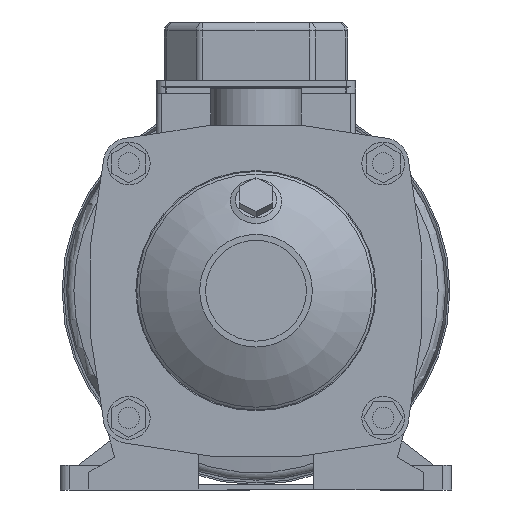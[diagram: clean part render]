
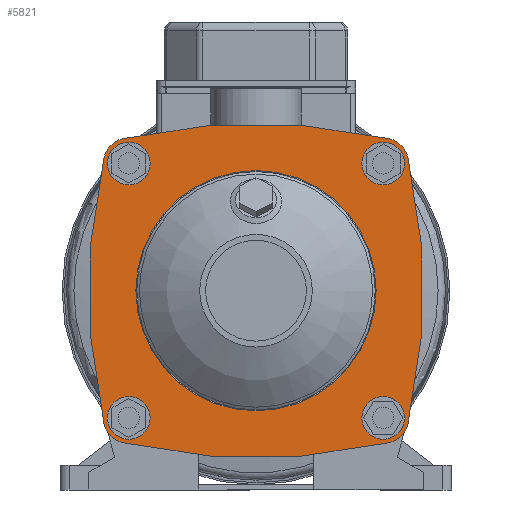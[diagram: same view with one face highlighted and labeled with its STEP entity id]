
A CAD part, left-side view. The second image highlights one B-rep face of the part: STEP entity #5821.
In plain terms, the highlighted face is planar.
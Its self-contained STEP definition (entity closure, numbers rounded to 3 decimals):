
#384=PLANE('',#7094);
#2634=ORIENTED_EDGE('',*,*,#3509,.T.);
#2635=ORIENTED_EDGE('',*,*,#3510,.T.);
#2636=ORIENTED_EDGE('',*,*,#3511,.T.);
#2637=ORIENTED_EDGE('',*,*,#3512,.T.);
#2638=ORIENTED_EDGE('',*,*,#3513,.T.);
#2639=ORIENTED_EDGE('',*,*,#3507,.T.);
#2640=ORIENTED_EDGE('',*,*,#3514,.T.);
#2641=ORIENTED_EDGE('',*,*,#3497,.T.);
#2642=ORIENTED_EDGE('',*,*,#3515,.T.);
#2643=ORIENTED_EDGE('',*,*,#3501,.T.);
#2644=ORIENTED_EDGE('',*,*,#3516,.T.);
#2645=ORIENTED_EDGE('',*,*,#3504,.T.);
#2646=ORIENTED_EDGE('',*,*,#3517,.T.);
#3497=EDGE_CURVE('',#4055,#4056,#4352,.T.);
#3501=EDGE_CURVE('',#4058,#4057,#4353,.T.);
#3504=EDGE_CURVE('',#4060,#4059,#4354,.T.);
#3507=EDGE_CURVE('',#4062,#4061,#4355,.T.);
#3509=EDGE_CURVE('',#4063,#4063,#4356,.F.);
#3510=EDGE_CURVE('',#4064,#4064,#4357,.F.);
#3511=EDGE_CURVE('',#4065,#4065,#4358,.F.);
#3512=EDGE_CURVE('',#4066,#4066,#4359,.F.);
#3513=EDGE_CURVE('',#4067,#4067,#4360,.F.);
#3514=EDGE_CURVE('',#4061,#4055,#4361,.T.);
#3515=EDGE_CURVE('',#4056,#4058,#4362,.T.);
#3516=EDGE_CURVE('',#4057,#4060,#4363,.T.);
#3517=EDGE_CURVE('',#4059,#4062,#4364,.T.);
#4055=VERTEX_POINT('',#12549);
#4056=VERTEX_POINT('',#12550);
#4057=VERTEX_POINT('',#12555);
#4058=VERTEX_POINT('',#12557);
#4059=VERTEX_POINT('',#12561);
#4060=VERTEX_POINT('',#12563);
#4061=VERTEX_POINT('',#12567);
#4062=VERTEX_POINT('',#12569);
#4063=VERTEX_POINT('',#12573);
#4064=VERTEX_POINT('',#12575);
#4065=VERTEX_POINT('',#12577);
#4066=VERTEX_POINT('',#12579);
#4067=VERTEX_POINT('',#12581);
#4352=CIRCLE('',#7087,330.);
#4353=CIRCLE('',#7089,330.);
#4354=CIRCLE('',#7091,330.);
#4355=CIRCLE('',#7093,330.);
#4356=CIRCLE('',#7095,67.5);
#4357=CIRCLE('',#7096,6.);
#4358=CIRCLE('',#7097,6.);
#4359=CIRCLE('',#7098,6.);
#4360=CIRCLE('',#7099,6.);
#4361=CIRCLE('',#7100,14.);
#4362=CIRCLE('',#7101,14.);
#4363=CIRCLE('',#7102,14.);
#4364=CIRCLE('',#7103,14.);
#4786=EDGE_LOOP('',(#2634));
#4787=EDGE_LOOP('',(#2635));
#4788=EDGE_LOOP('',(#2636));
#4789=EDGE_LOOP('',(#2637));
#4790=EDGE_LOOP('',(#2638));
#4791=EDGE_LOOP('',(#2639,#2640,#2641,#2642,#2643,#2644,#2645,#2646));
#5287=FACE_BOUND('',#4786,.T.);
#5288=FACE_BOUND('',#4787,.T.);
#5289=FACE_BOUND('',#4788,.T.);
#5290=FACE_BOUND('',#4789,.T.);
#5291=FACE_BOUND('',#4790,.T.);
#5292=FACE_BOUND('',#4791,.T.);
#5821=ADVANCED_FACE('',(#5287,#5288,#5289,#5290,#5291,#5292),#384,.T.);
#7087=AXIS2_PLACEMENT_3D('',#12548,#8646,#8647);
#7089=AXIS2_PLACEMENT_3D('',#12556,#8653,#8654);
#7091=AXIS2_PLACEMENT_3D('',#12562,#8659,#8660);
#7093=AXIS2_PLACEMENT_3D('',#12568,#8665,#8666);
#7094=AXIS2_PLACEMENT_3D('',#12571,#8668,#8669);
#7095=AXIS2_PLACEMENT_3D('',#12572,#8670,#8671);
#7096=AXIS2_PLACEMENT_3D('',#12574,#8672,#8673);
#7097=AXIS2_PLACEMENT_3D('',#12576,#8674,#8675);
#7098=AXIS2_PLACEMENT_3D('',#12578,#8676,#8677);
#7099=AXIS2_PLACEMENT_3D('',#12580,#8678,#8679);
#7100=AXIS2_PLACEMENT_3D('',#12582,#8680,#8681);
#7101=AXIS2_PLACEMENT_3D('',#12583,#8682,#8683);
#7102=AXIS2_PLACEMENT_3D('',#12584,#8684,#8685);
#7103=AXIS2_PLACEMENT_3D('',#12585,#8686,#8687);
#8646=DIRECTION('',(1.,0.,0.));
#8647=DIRECTION('',(0.,1.,0.));
#8653=DIRECTION('',(1.,0.,0.));
#8654=DIRECTION('',(0.,1.,0.));
#8659=DIRECTION('',(1.,0.,0.));
#8660=DIRECTION('',(0.,1.,0.));
#8665=DIRECTION('',(1.,0.,0.));
#8666=DIRECTION('',(0.,-1.,0.));
#8668=DIRECTION('',(1.,0.,0.));
#8669=DIRECTION('',(0.,1.,0.));
#8670=DIRECTION('',(1.,0.,0.));
#8671=DIRECTION('',(0.,1.,0.));
#8672=DIRECTION('',(1.,0.,0.));
#8673=DIRECTION('',(0.,1.,0.));
#8674=DIRECTION('',(1.,0.,0.));
#8675=DIRECTION('',(0.,1.,0.));
#8676=DIRECTION('',(1.,0.,0.));
#8677=DIRECTION('',(0.,1.,0.));
#8678=DIRECTION('',(1.,0.,0.));
#8679=DIRECTION('',(0.,1.,0.));
#8680=DIRECTION('',(1.,0.,0.));
#8681=DIRECTION('',(0.,1.,0.));
#8682=DIRECTION('',(1.,0.,0.));
#8683=DIRECTION('',(0.,1.,0.));
#8684=DIRECTION('',(1.,0.,0.));
#8685=DIRECTION('',(0.,1.,0.));
#8686=DIRECTION('',(1.,0.,0.));
#8687=DIRECTION('',(0.,1.,0.));
#12548=CARTESIAN_POINT('',(15.,0.,-236.));
#12549=CARTESIAN_POINT('',(15.,74.926,85.382));
#12550=CARTESIAN_POINT('',(15.,-74.926,85.382));
#12555=CARTESIAN_POINT('',(15.,-85.382,-74.926));
#12556=CARTESIAN_POINT('',(15.,236.,0.));
#12557=CARTESIAN_POINT('',(15.,-85.382,74.926));
#12561=CARTESIAN_POINT('',(15.,74.926,-85.382));
#12562=CARTESIAN_POINT('',(15.,0.,236.));
#12563=CARTESIAN_POINT('',(15.,-74.926,-85.382));
#12567=CARTESIAN_POINT('',(15.,85.382,74.926));
#12568=CARTESIAN_POINT('',(15.,-236.,0.));
#12569=CARTESIAN_POINT('',(15.,85.382,-74.926));
#12571=CARTESIAN_POINT('',(15.,118.,-118.));
#12572=CARTESIAN_POINT('',(15.,0.,0.));
#12573=CARTESIAN_POINT('',(15.,67.5,0.));
#12574=CARTESIAN_POINT('',(15.,71.5,-71.5));
#12575=CARTESIAN_POINT('',(15.,77.5,-71.5));
#12576=CARTESIAN_POINT('',(15.,-71.5,-71.5));
#12577=CARTESIAN_POINT('',(15.,-65.5,-71.5));
#12578=CARTESIAN_POINT('',(15.,-71.5,71.5));
#12579=CARTESIAN_POINT('',(15.,-65.5,71.5));
#12580=CARTESIAN_POINT('',(15.,71.5,71.5));
#12581=CARTESIAN_POINT('',(15.,77.5,71.5));
#12582=CARTESIAN_POINT('',(15.,71.747,71.747));
#12583=CARTESIAN_POINT('',(15.,-71.747,71.747));
#12584=CARTESIAN_POINT('',(15.,-71.747,-71.747));
#12585=CARTESIAN_POINT('',(15.,71.747,-71.747));
